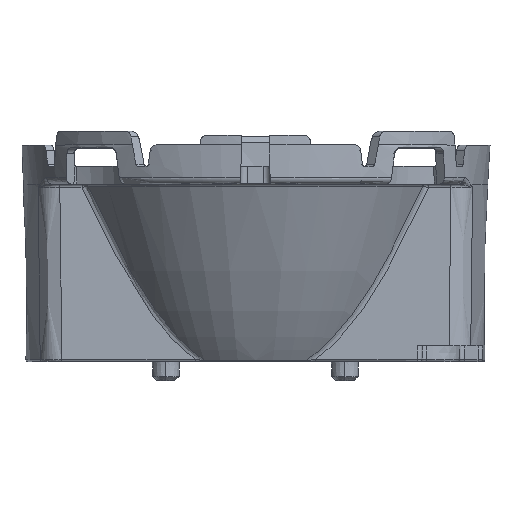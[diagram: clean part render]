
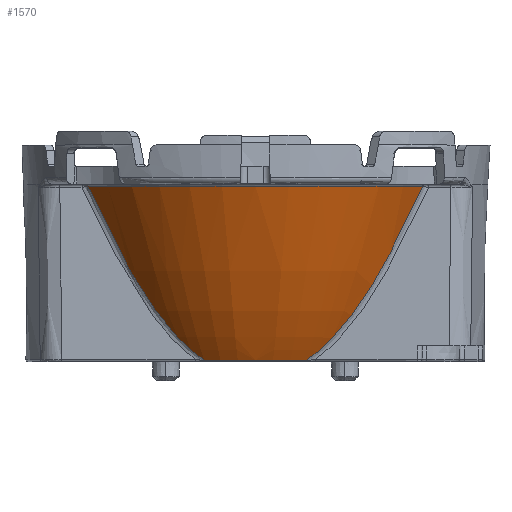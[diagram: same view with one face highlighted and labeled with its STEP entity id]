
A CAD part, top view. The second image highlights one B-rep face of the part: STEP entity #1570.
In plain terms, the highlighted face is a revolution surface.
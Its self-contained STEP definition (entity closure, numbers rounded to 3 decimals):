
#1570=ADVANCED_FACE('',(#3431),#3432,.T.);
#3431=FACE_OUTER_BOUND('',#20776,.T.);
#3432=SURFACE_OF_REVOLUTION('',#20777,#20778);
#20776=EDGE_LOOP('',(#31735,#31736,#31737,#31738,#31739));
#20777=B_SPLINE_CURVE_WITH_KNOTS('',3,(#31740,#31741,#31742,#31743,#31744,#31745,#31746,#31747,#31748,#31749,#31750,#31751,#31752),.UNSPECIFIED.,.F.,.F.,(4,1,1,1,1,1,1,1,1,1,4),(0.0,0.01,0.183,0.376,0.493,0.611,0.729,0.846,0.992,0.996,1.0),.UNSPECIFIED.);
#20778=AXIS1_PLACEMENT('',#31753,#31754);
#31735=ORIENTED_EDGE('',*,*,#36440,.T.);
#31736=ORIENTED_EDGE('',*,*,#36431,.T.);
#31737=ORIENTED_EDGE('',*,*,#36430,.T.);
#31738=ORIENTED_EDGE('',*,*,#35716,.T.);
#31739=ORIENTED_EDGE('',*,*,#36441,.T.);
#31740=CARTESIAN_POINT('',(0.0,-0.274,7.948));
#31741=CARTESIAN_POINT('',(0.0,-0.235,7.976));
#31742=CARTESIAN_POINT('',(0.0,0.503,8.51));
#31743=CARTESIAN_POINT('',(0.0,2.064,9.523));
#31744=CARTESIAN_POINT('',(0.0,4.153,10.655));
#31745=CARTESIAN_POINT('',(0.0,6.029,11.556));
#31746=CARTESIAN_POINT('',(0.0,7.58,12.253));
#31747=CARTESIAN_POINT('',(0.0,9.136,12.92));
#31748=CARTESIAN_POINT('',(0.0,10.824,13.627));
#31749=CARTESIAN_POINT('',(0.0,12.006,14.117));
#31750=CARTESIAN_POINT('',(0.0,12.686,14.399));
#31751=CARTESIAN_POINT('',(0.0,12.72,14.413));
#31752=CARTESIAN_POINT('',(0.0,12.738,14.42));
#31753=CARTESIAN_POINT('',(0.0,7.74,0.0));
#31754=DIRECTION('',(-0.0,1.0,-0.0));
#35716=EDGE_CURVE('',#39059,#39065,#39067,.T.);
#36430=EDGE_CURVE('',#40060,#39059,#40061,.T.);
#36431=EDGE_CURVE('',#39484,#40060,#40062,.T.);
#36440=EDGE_CURVE('',#40071,#39484,#40072,.T.);
#36441=EDGE_CURVE('',#39065,#40071,#40073,.T.);
#39059=VERTEX_POINT('',#47182);
#39065=VERTEX_POINT('',#47228);
#39067=B_SPLINE_CURVE_WITH_KNOTS('',3,(#47235,#47236,#47237,#47238,#47239,#47240,#47241,#47242,#47243,#47244,#47245,#47246,#47247,#47248,#47249,#47250,#47251,#47252,#47253,#47254,#47255,#47256,#47257,#47258,#47259,#47260,#47261,#47262,#47263,#47264),.UNSPECIFIED.,.F.,.F.,(4,1,1,1,1,1,1,1,1,1,1,1,1,1,1,1,1,1,1,1,1,1,1,1,1,1,1,4),(0.,0.019,0.051,0.115,0.179,0.243,0.307,0.371,0.435,0.467,0.498,0.562,0.626,0.69,0.754,0.818,0.85,0.866,0.874,0.882,0.914,0.946,0.978,0.993,0.997,0.999,1.,1.),.UNSPECIFIED.);
#39484=VERTEX_POINT('',#48654);
#40060=VERTEX_POINT('',#50617);
#40061=CIRCLE('',#50618,14.365);
#40062=CIRCLE('',#50619,14.365);
#40071=VERTEX_POINT('',#50630);
#40072=B_SPLINE_CURVE_WITH_KNOTS('',3,(#50631,#50632,#50633,#50634,#50635,#50636,#50637,#50638,#50639,#50640,#50641,#50642,#50643,#50644,#50645,#50646,#50647,#50648,#50649,#50650,#50651,#50652,#50653,#50654,#50655,#50656,#50657,#50658,#50659,#50660),.UNSPECIFIED.,.F.,.F.,(4,1,1,1,1,1,1,1,1,1,1,1,1,1,1,1,1,1,1,1,1,1,1,1,1,1,1,4),(0.,0.,0.001,0.003,0.007,0.022,0.054,0.086,0.118,0.126,0.134,0.15,0.182,0.246,0.31,0.374,0.438,0.502,0.533,0.565,0.629,0.693,0.757,0.821,0.885,0.949,0.981,1.),.UNSPECIFIED.);
#40073=CIRCLE('',#50661,8.032);
#47182=CARTESIAN_POINT('',(-12.287,12.606,7.443));
#47228=CARTESIAN_POINT('',(-3.758,-0.158,7.098));
#47235=CARTESIAN_POINT('',(-12.287,12.606,7.442));
#47236=CARTESIAN_POINT('',(-12.244,12.514,7.44));
#47237=CARTESIAN_POINT('',(-12.129,12.27,7.435));
#47238=CARTESIAN_POINT('',(-11.871,11.724,7.422));
#47239=CARTESIAN_POINT('',(-11.511,10.969,7.403));
#47240=CARTESIAN_POINT('',(-11.076,10.066,7.382));
#47241=CARTESIAN_POINT('',(-10.634,9.167,7.36));
#47242=CARTESIAN_POINT('',(-10.183,8.274,7.338));
#47243=CARTESIAN_POINT('',(-9.721,7.389,7.316));
#47244=CARTESIAN_POINT('',(-9.323,6.66,7.297));
#47245=CARTESIAN_POINT('',(-8.996,6.082,7.282));
#47246=CARTESIAN_POINT('',(-8.661,5.509,7.267));
#47247=CARTESIAN_POINT('',(-8.23,4.804,7.249));
#47248=CARTESIAN_POINT('',(-7.687,3.981,7.227));
#47249=CARTESIAN_POINT('',(-7.115,3.182,7.204));
#47250=CARTESIAN_POINT('',(-6.509,2.411,7.182));
#47251=CARTESIAN_POINT('',(-5.971,1.796,7.164));
#47252=CARTESIAN_POINT('',(-5.575,1.383,7.151));
#47253=CARTESIAN_POINT('',(-5.371,1.18,7.144));
#47254=CARTESIAN_POINT('',(-5.253,1.066,7.14));
#47255=CARTESIAN_POINT('',(-5.074,0.896,7.135));
#47256=CARTESIAN_POINT('',(-4.802,0.649,7.127));
#47257=CARTESIAN_POINT('',(-4.427,0.334,7.116));
#47258=CARTESIAN_POINT('',(-4.105,0.086,7.107));
#47259=CARTESIAN_POINT('',(-3.89,-0.067,7.102));
#47260=CARTESIAN_POINT('',(-3.798,-0.131,7.099));
#47261=CARTESIAN_POINT('',(-3.771,-0.149,7.099));
#47262=CARTESIAN_POINT('',(-3.76,-0.156,7.099));
#47263=CARTESIAN_POINT('',(-3.758,-0.158,7.098));
#47264=CARTESIAN_POINT('',(-3.758,-0.158,7.098));
#48654=CARTESIAN_POINT('',(12.287,12.606,7.443));
#50617=CARTESIAN_POINT('',(0.0,12.606,14.365));
#50618=AXIS2_PLACEMENT_3D('',#54531,#54532,#54533);
#50619=AXIS2_PLACEMENT_3D('',#54534,#54535,#54536);
#50630=CARTESIAN_POINT('',(3.758,-0.158,7.098));
#50631=CARTESIAN_POINT('',(3.758,-0.158,7.098));
#50632=CARTESIAN_POINT('',(3.758,-0.158,7.098));
#50633=CARTESIAN_POINT('',(3.76,-0.156,7.099));
#50634=CARTESIAN_POINT('',(3.771,-0.149,7.099));
#50635=CARTESIAN_POINT('',(3.798,-0.131,7.099));
#50636=CARTESIAN_POINT('',(3.89,-0.067,7.102));
#50637=CARTESIAN_POINT('',(4.105,0.086,7.107));
#50638=CARTESIAN_POINT('',(4.427,0.334,7.116));
#50639=CARTESIAN_POINT('',(4.802,0.649,7.127));
#50640=CARTESIAN_POINT('',(5.074,0.896,7.135));
#50641=CARTESIAN_POINT('',(5.253,1.066,7.14));
#50642=CARTESIAN_POINT('',(5.371,1.18,7.144));
#50643=CARTESIAN_POINT('',(5.575,1.383,7.151));
#50644=CARTESIAN_POINT('',(5.971,1.796,7.164));
#50645=CARTESIAN_POINT('',(6.509,2.411,7.182));
#50646=CARTESIAN_POINT('',(7.115,3.182,7.204));
#50647=CARTESIAN_POINT('',(7.687,3.981,7.227));
#50648=CARTESIAN_POINT('',(8.23,4.804,7.249));
#50649=CARTESIAN_POINT('',(8.661,5.509,7.267));
#50650=CARTESIAN_POINT('',(8.996,6.082,7.282));
#50651=CARTESIAN_POINT('',(9.323,6.66,7.297));
#50652=CARTESIAN_POINT('',(9.721,7.389,7.316));
#50653=CARTESIAN_POINT('',(10.183,8.274,7.338));
#50654=CARTESIAN_POINT('',(10.634,9.167,7.36));
#50655=CARTESIAN_POINT('',(11.076,10.066,7.382));
#50656=CARTESIAN_POINT('',(11.511,10.969,7.403));
#50657=CARTESIAN_POINT('',(11.871,11.724,7.422));
#50658=CARTESIAN_POINT('',(12.129,12.27,7.435));
#50659=CARTESIAN_POINT('',(12.244,12.514,7.44));
#50660=CARTESIAN_POINT('',(12.287,12.606,7.442));
#50661=AXIS2_PLACEMENT_3D('',#54541,#54542,#54543);
#54531=CARTESIAN_POINT('',(0.0,12.606,0.0));
#54532=DIRECTION('',(0.0,-1.0,0.0));
#54533=DIRECTION('',(0.0,0.0,1.0));
#54534=CARTESIAN_POINT('',(0.0,12.606,0.0));
#54535=DIRECTION('',(0.0,-1.0,0.0));
#54536=DIRECTION('',(0.855,0.0,0.518));
#54541=CARTESIAN_POINT('',(0.0,-0.158,0.0));
#54542=DIRECTION('',(0.0,1.0,0.0));
#54543=DIRECTION('',(-0.468,0.0,0.884));
